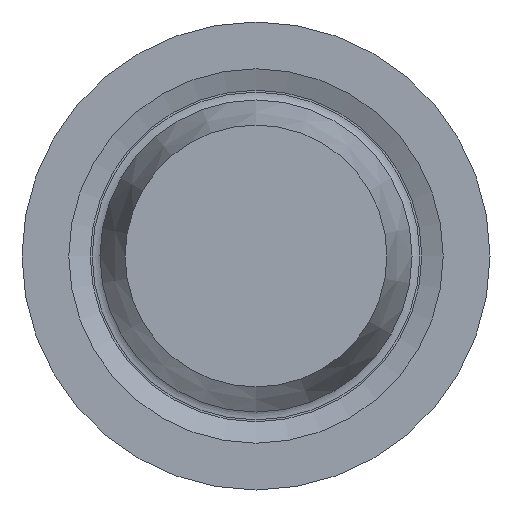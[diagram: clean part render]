
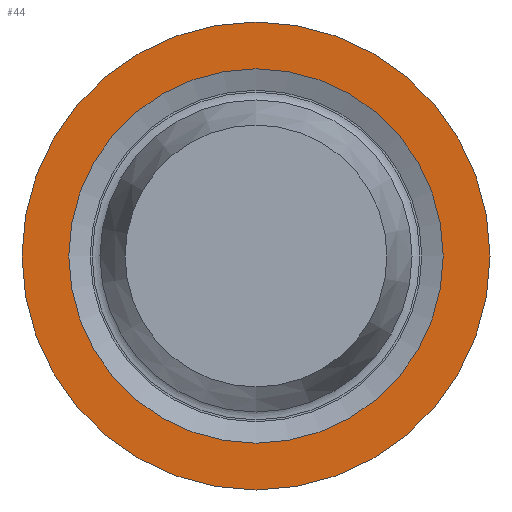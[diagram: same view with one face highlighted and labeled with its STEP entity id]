
A CAD part, front view. The second image highlights one B-rep face of the part: STEP entity #44.
In plain terms, the highlighted planar face has unit normal (0, -1, 0).
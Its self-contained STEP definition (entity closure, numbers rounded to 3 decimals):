
#44 = ADVANCED_FACE( '', ( #93, #94 ), #95, .F. );
#93 = FACE_BOUND( '', #146, .T. );
#94 = FACE_OUTER_BOUND( '', #147, .T. );
#95 = PLANE( '', #148 );
#146 = EDGE_LOOP( '', ( #201 ) );
#147 = EDGE_LOOP( '', ( #202 ) );
#148 = AXIS2_PLACEMENT_3D( '', #203, #204, #205 );
#201 = ORIENTED_EDGE( '', *, *, #257, .F. );
#202 = ORIENTED_EDGE( '', *, *, #258, .T. );
#203 = CARTESIAN_POINT( '', ( 3., 0., 0. ) );
#204 = DIRECTION( '', ( 0., 1., 0. ) );
#205 = DIRECTION( '', ( 0., 0., 1. ) );
#257 = EDGE_CURVE( '', #286, #286, #287, .T. );
#258 = EDGE_CURVE( '', #288, #288, #289, .T. );
#286 = VERTEX_POINT( '', #320 );
#287 = CIRCLE( '', #321, 2.4 );
#288 = VERTEX_POINT( '', #322 );
#289 = CIRCLE( '', #323, 3. );
#320 = CARTESIAN_POINT( '', ( 0., 0., -2.4 ) );
#321 = AXIS2_PLACEMENT_3D( '', #355, #356, #357 );
#322 = CARTESIAN_POINT( '', ( 0., 0., -3. ) );
#323 = AXIS2_PLACEMENT_3D( '', #358, #359, #360 );
#355 = CARTESIAN_POINT( '', ( 0., 0., 0. ) );
#356 = DIRECTION( '', ( 0., -1., 0. ) );
#357 = DIRECTION( '', ( 0., 0., -1. ) );
#358 = CARTESIAN_POINT( '', ( 0., 0., 0. ) );
#359 = DIRECTION( '', ( 0., -1., 0. ) );
#360 = DIRECTION( '', ( 0., 0., -1. ) );
